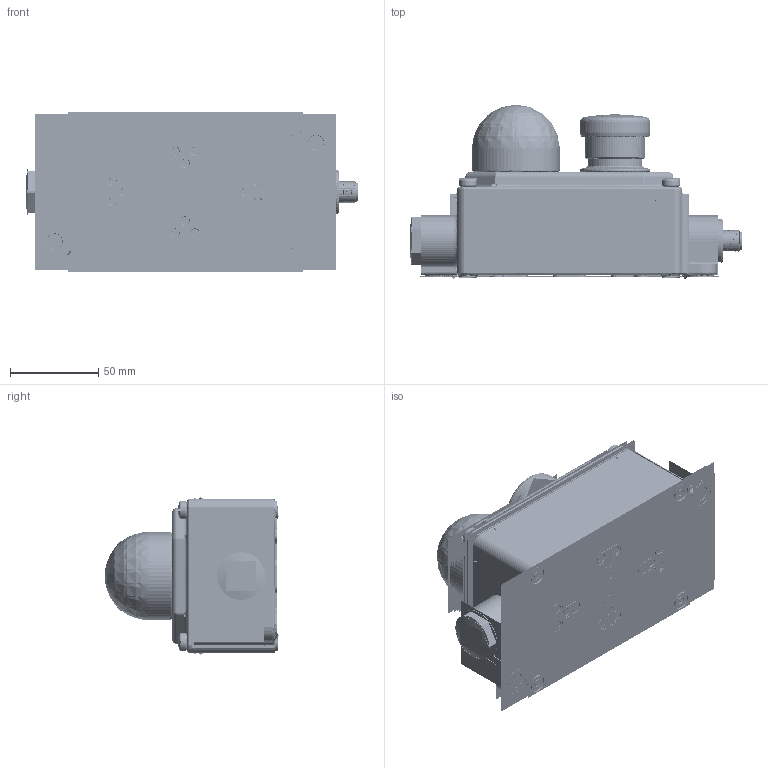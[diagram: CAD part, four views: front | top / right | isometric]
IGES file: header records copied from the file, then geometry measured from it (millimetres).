
Start section:  PTC IGES file: 215717.igs
Global section: file name: 215717.igs; native system: Creo Parametric by PTC Inc.; preprocessor: 2019292; author: PDMAdmin; organization: Unknown; date: 20200121.112313; units: millimetre
Bounding box: 188.14 x 98.86 x 91.14 mm (x, y, z)
Volume: 360069.6 mm3; surface area: 1693243.4 mm2
Topology: 18 solids, 23 shells, 6408 faces, 37498 edges, 50853 vertices
Faces by surface type: revolution 3926, bspline 2432, extrusion 50
